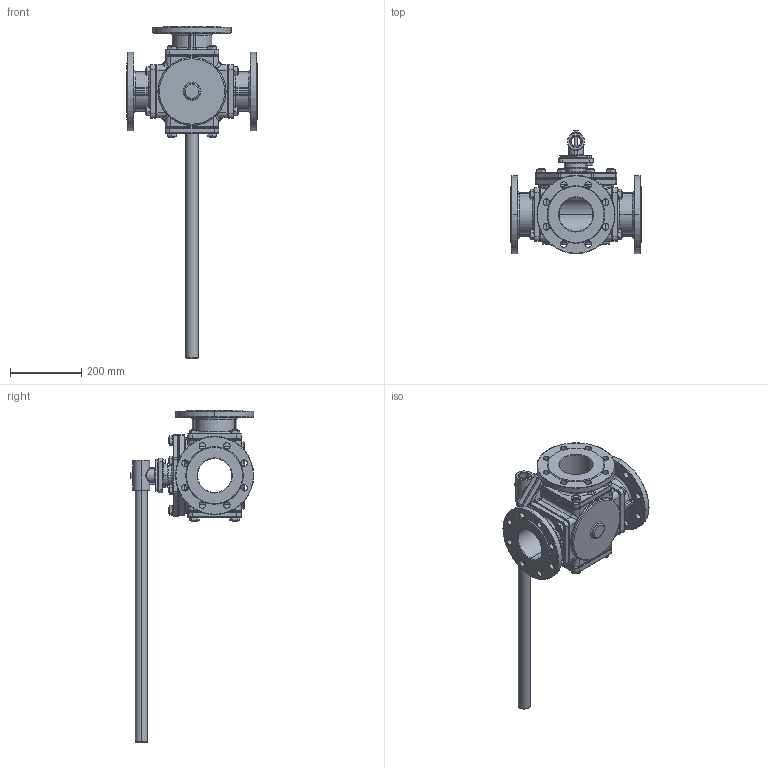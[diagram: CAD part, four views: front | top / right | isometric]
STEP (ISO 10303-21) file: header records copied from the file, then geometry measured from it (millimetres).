
FILE_DESCRIPTION (( 'STEP AP214' ), '1' );
FILE_NAME ('520-100-G01-1(501F,4,T-Port,3-way, PN16).STEP', '2019-10-04T08:26:08', ( '' ), ( '' ), 'SwSTEP 2.0', 'SolidWorks 2012', '' );
FILE_SCHEMA (( 'AUTOMOTIVE_DESIGN' ));
Length unit declared in the file: millimetre
Products named in the file (1): 520-100-G01-1(501F,4,T-Port,3-way, PN16)
Bounding box: 368.4 x 347.2 x 934.2 mm (x, y, z)
Volume: 9330835.5 mm3; surface area: 978591.8 mm2
Topology: 1 solids, 4 shells, 1924 faces, 4570 edges, 2629 vertices
Faces by surface type: cylinder 587, cone 495, plane 416, torus 270, bspline 148, sphere 8
Entity records: 88404 total; most frequent: CARTESIAN_POINT 24413, DIRECTION 9171, ORIENTED_EDGE 8964, EDGE_CURVE 4482, AXIS2_PLACEMENT_3D 3954, VERTEX_POINT 2629, CIRCLE 2177, EDGE_LOOP 2105
